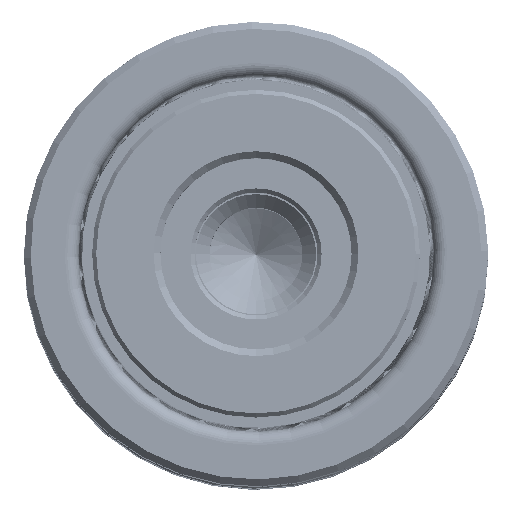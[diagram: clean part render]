
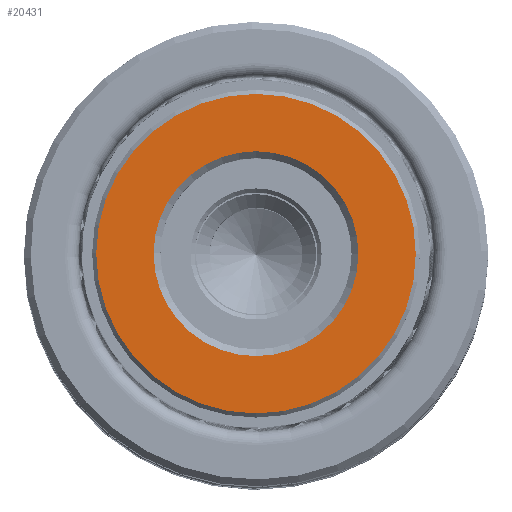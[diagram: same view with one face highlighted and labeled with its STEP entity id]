
A CAD part, top view. The second image highlights one B-rep face of the part: STEP entity #20431.
In plain terms, the highlighted face is planar.
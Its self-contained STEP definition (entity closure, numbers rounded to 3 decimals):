
#524 = VERTEX_POINT ( 'NONE', #24651 ) ;
#1119 = ORIENTED_EDGE ( 'NONE', *, *, #40653, .T. ) ;
#1445 = CARTESIAN_POINT ( 'NONE',  ( 0., 0., 0. ) ) ;
#1945 = CARTESIAN_POINT ( 'NONE',  ( 0., 0., 0. ) ) ;
#2349 = DIRECTION ( 'NONE',  ( 0., 0., -1. ) ) ;
#3255 = ORIENTED_EDGE ( 'NONE', *, *, #16984, .T. ) ;
#4659 = AXIS2_PLACEMENT_3D ( 'NONE', #8725, #31680, #12018 ) ;
#4698 = DIRECTION ( 'NONE',  ( 1., 0., 0. ) ) ;
#4891 = CIRCLE ( 'NONE', #25612, 7.5 ) ;
#5214 = DIRECTION ( 'NONE',  ( 1., 0., 0. ) ) ;
#5845 = EDGE_LOOP ( 'NONE', ( #32584, #1119 ) ) ;
#6370 = VERTEX_POINT ( 'NONE', #36930 ) ;
#7230 = CARTESIAN_POINT ( 'NONE',  ( 7.5, 0., 0. ) ) ;
#7306 = EDGE_CURVE ( 'NONE', #26721, #10274, #26577, .T. ) ;
#8725 = CARTESIAN_POINT ( 'NONE',  ( 0., 0., 0. ) ) ;
#10274 = VERTEX_POINT ( 'NONE', #7230 ) ;
#11411 = AXIS2_PLACEMENT_3D ( 'NONE', #22023, #2349, #25316 ) ;
#11581 = ORIENTED_EDGE ( 'NONE', *, *, #21777, .T. ) ;
#12018 = DIRECTION ( 'NONE',  ( 1., 0., 0. ) ) ;
#15000 = DIRECTION ( 'NONE',  ( 0., 0., 1. ) ) ;
#16984 = EDGE_CURVE ( 'NONE', #524, #6370, #41072, .T. ) ;
#17721 = EDGE_LOOP ( 'NONE', ( #3255, #11581 ) ) ;
#20431 = ADVANCED_FACE ( 'NONE', ( #30736, #22068 ), #37334, .F. ) ;
#20951 = CARTESIAN_POINT ( 'NONE',  ( -7.5, 0., 0. ) ) ;
#21777 = EDGE_CURVE ( 'NONE', #6370, #524, #28598, .T. ) ;
#22023 = CARTESIAN_POINT ( 'NONE',  ( 0., 0., 0. ) ) ;
#22068 = FACE_BOUND ( 'NONE', #5845, .T. ) ;
#24379 = AXIS2_PLACEMENT_3D ( 'NONE', #34667, #15000, #37913 ) ;
#24393 = DIRECTION ( 'NONE',  ( 0., 0., 1. ) ) ;
#24651 = CARTESIAN_POINT ( 'NONE',  ( 11.7, 0., 0. ) ) ;
#24905 = DIRECTION ( 'NONE',  ( 0., 0., 1. ) ) ;
#25316 = DIRECTION ( 'NONE',  ( 1., 0., 0. ) ) ;
#25612 = AXIS2_PLACEMENT_3D ( 'NONE', #1945, #24905, #5214 ) ;
#26577 = CIRCLE ( 'NONE', #24379, 7.5 ) ;
#26721 = VERTEX_POINT ( 'NONE', #20951 ) ;
#26904 = AXIS2_PLACEMENT_3D ( 'NONE', #1445, #24393, #4698 ) ;
#28598 = CIRCLE ( 'NONE', #4659, 11.7 ) ;
#30736 = FACE_OUTER_BOUND ( 'NONE', #17721, .T. ) ;
#31680 = DIRECTION ( 'NONE',  ( 0., 0., -1. ) ) ;
#32584 = ORIENTED_EDGE ( 'NONE', *, *, #7306, .T. ) ;
#34667 = CARTESIAN_POINT ( 'NONE',  ( 0., 0., 0. ) ) ;
#36930 = CARTESIAN_POINT ( 'NONE',  ( -11.7, 0., 0. ) ) ;
#37334 = PLANE ( 'NONE',  #26904 ) ;
#37913 = DIRECTION ( 'NONE',  ( 1., 0., 0. ) ) ;
#40653 = EDGE_CURVE ( 'NONE', #10274, #26721, #4891, .T. ) ;
#41072 = CIRCLE ( 'NONE', #11411, 11.7 ) ;
